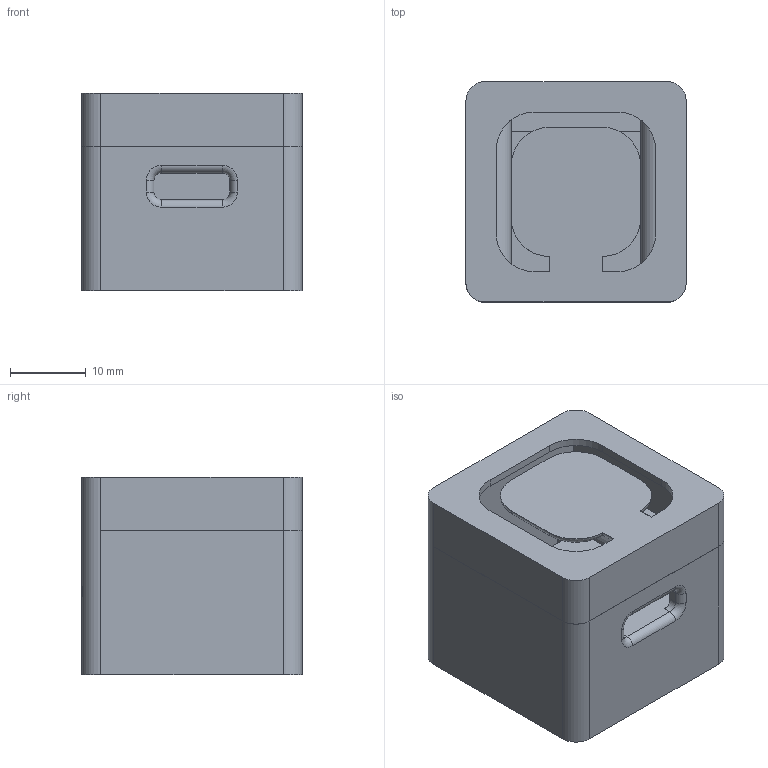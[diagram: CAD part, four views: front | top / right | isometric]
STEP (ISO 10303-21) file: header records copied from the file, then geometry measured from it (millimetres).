
FILE_DESCRIPTION(/* description */ (''),/* implementation_level */ '2;1');
FILE_NAME(/* name */ 'OBJEX_LINK-IoT_Btn.step',/* time_stamp */ '2021-05-04T13:28:41+02:00',/* author */ (''),/* organization */ (''),/* preprocessor_version */ 'ST-DEVELOPER v18.1',/* originating_system */ 'Autodesk Translation Framework v10.6.0.1341',/* authorisation */ '');
FILE_SCHEMA (('AUTOMOTIVE_DESIGN { 1 0 10303 214 3 1 1 }'));
Length unit declared in the file: millimetre
Products named in the file (1): OBJEX-LINK-Home_Cover
Bounding box: 29.01 x 29.01 x 26 mm (x, y, z)
Volume: 11001.6 mm3; surface area: 9257.4 mm2
Topology: 2 solids, 2 shells, 90 faces, 245 edges, 159 vertices
Faces by surface type: plane 49, cylinder 33, torus 8
Full cylindrical faces by diameter (mm): 2.5 x2, 3.6 x2
Entity records: 2936 total; most frequent: CARTESIAN_POINT 552, DIRECTION 495, ORIENTED_EDGE 490, EDGE_CURVE 245, LINE 167, VECTOR 167, AXIS2_PLACEMENT_3D 164, VERTEX_POINT 159
